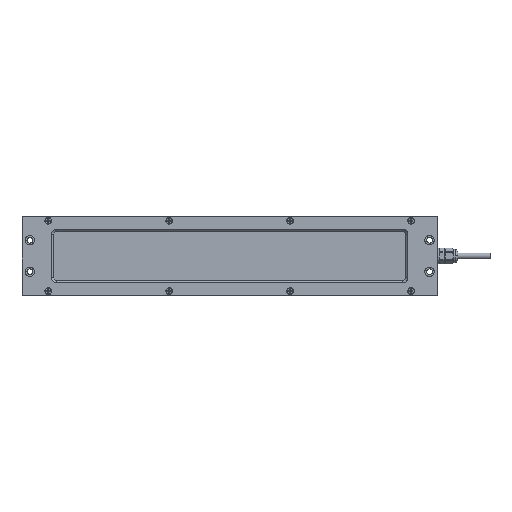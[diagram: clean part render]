
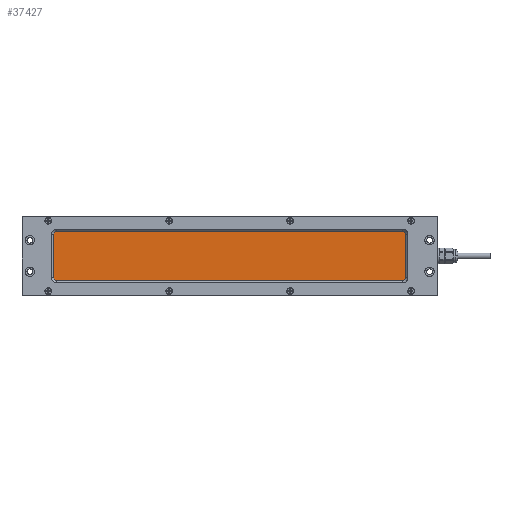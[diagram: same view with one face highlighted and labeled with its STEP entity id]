
A CAD part, top view. The second image highlights one B-rep face of the part: STEP entity #37427.
In plain terms, the highlighted planar face has unit normal (0, 0, 1).
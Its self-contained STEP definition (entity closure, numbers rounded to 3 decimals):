
#35587=CARTESIAN_POINT('',(15.0,36.5,23.));
#35588=VERTEX_POINT('',#35587);
#35661=CARTESIAN_POINT('',(380.,36.5,23.));
#35662=VERTEX_POINT('',#35661);
#35663=CARTESIAN_POINT('',(15.0,36.5,23.));
#35664=DIRECTION('',(1.0,0.0,0.0));
#35665=VECTOR('',#35664,365.);
#35666=LINE('',#35663,#35665);
#35667=EDGE_CURVE('',#35588,#35662,#35666,.T.);
#35687=CARTESIAN_POINT('',(15.0,-36.5,23.));
#35688=VERTEX_POINT('',#35687);
#36210=CARTESIAN_POINT('',(380.,-36.5,23.));
#36211=VERTEX_POINT('',#36210);
#36212=CARTESIAN_POINT('',(380.0,-36.5,23.));
#36213=DIRECTION('',(0.0,1.0,0.0));
#36214=VECTOR('',#36213,73.);
#36215=LINE('',#36212,#36214);
#36216=EDGE_CURVE('',#36211,#35662,#36215,.T.);
#36695=CARTESIAN_POINT('',(15.0,-36.5,23.));
#36696=DIRECTION('',(1.0,0.0,0.0));
#36697=VECTOR('',#36696,365.);
#36698=LINE('',#36695,#36697);
#36699=EDGE_CURVE('',#35688,#36211,#36698,.T.);
#37411=CARTESIAN_POINT('',(15.0,-36.5,23.));
#37412=DIRECTION('',(0.0,0.0,1.0));
#37413=DIRECTION('',(1.0,0.0,0.0));
#37414=AXIS2_PLACEMENT_3D('',#37411,#37412,#37413);
#37415=PLANE('',#37414);
#37416=ORIENTED_EDGE('',*,*,#36216,.T.);
#37417=ORIENTED_EDGE('',*,*,#35667,.F.);
#37418=CARTESIAN_POINT('',(15.0,36.5,23.));
#37419=DIRECTION('',(0.0,-1.0,0.0));
#37420=VECTOR('',#37419,73.);
#37421=LINE('',#37418,#37420);
#37422=EDGE_CURVE('',#35588,#35688,#37421,.T.);
#37423=ORIENTED_EDGE('',*,*,#37422,.T.);
#37424=ORIENTED_EDGE('',*,*,#36699,.T.);
#37425=EDGE_LOOP('',(#37416,#37417,#37423,#37424));
#37426=FACE_OUTER_BOUND('',#37425,.T.);
#37427=ADVANCED_FACE('',(#37426),#37415,.T.);
